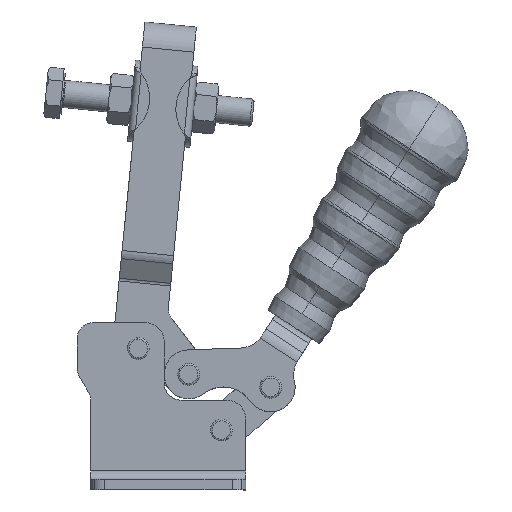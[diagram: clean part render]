
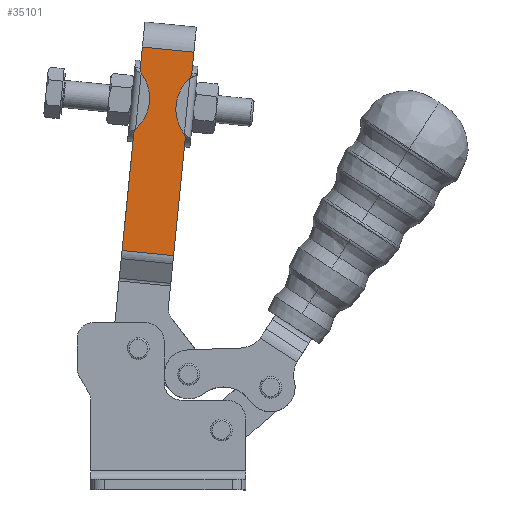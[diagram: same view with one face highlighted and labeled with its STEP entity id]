
A CAD part, front view. The second image highlights one B-rep face of the part: STEP entity #35101.
In plain terms, the highlighted planar face has unit normal (0, -1, 0).
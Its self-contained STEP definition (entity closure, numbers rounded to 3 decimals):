
#2716=CARTESIAN_POINT('',(77.607,-69.27,129.21));
#2717=VERTEX_POINT('',#2716);
#2725=CARTESIAN_POINT('',(96.513,-69.27,127.323));
#2726=VERTEX_POINT('',#2725);
#2727=CARTESIAN_POINT('',(77.607,-69.27,129.21));
#2728=DIRECTION('',(0.995,0.0,-0.099));
#2729=VECTOR('',#2728,19.);
#2730=LINE('',#2727,#2729);
#2731=EDGE_CURVE('',#2717,#2726,#2730,.T.);
#5119=CARTESIAN_POINT('',(89.964,-69.27,107.877));
#5120=VERTEX_POINT('',#5119);
#5129=CARTESIAN_POINT('',(93.008,-69.27,97.232));
#5130=VERTEX_POINT('',#5129);
#5131=CARTESIAN_POINT('',(104.89,-69.27,106.388));
#5132=DIRECTION('',(0.,1.0,0.));
#5133=DIRECTION('',(0.995,0.,-0.099));
#5134=AXIS2_PLACEMENT_3D('',#5131,#5132,#5133);
#5135=CIRCLE('',#5134,15.0);
#5136=EDGE_CURVE('',#5130,#5120,#5135,.T.);
#5281=CARTESIAN_POINT('',(80.185,-69.27,108.853));
#5282=VERTEX_POINT('',#5281);
#5306=CARTESIAN_POINT('',(75.097,-69.27,99.02));
#5307=VERTEX_POINT('',#5306);
#5314=CARTESIAN_POINT('',(65.259,-69.27,110.343));
#5315=DIRECTION('',(0.,1.0,0.));
#5316=DIRECTION('',(0.995,0.,-0.099));
#5317=AXIS2_PLACEMENT_3D('',#5314,#5315,#5316);
#5318=CIRCLE('',#5317,15.0);
#5319=EDGE_CURVE('',#5282,#5307,#5318,.T.);
#33968=CARTESIAN_POINT('',(76.746,-69.27,120.583));
#33969=VERTEX_POINT('',#33968);
#33970=CARTESIAN_POINT('',(77.141,-69.27,119.498));
#33971=VERTEX_POINT('',#33970);
#33972=CARTESIAN_POINT('',(76.746,-69.27,120.583));
#33973=CARTESIAN_POINT('',(76.749,-69.27,120.579));
#33974=CARTESIAN_POINT('',(76.752,-69.27,120.574));
#33975=CARTESIAN_POINT('',(76.885,-69.27,120.374));
#33976=CARTESIAN_POINT('',(76.975,-69.27,120.134));
#33977=CARTESIAN_POINT('',(77.086,-69.27,119.729));
#33978=CARTESIAN_POINT('',(77.112,-69.27,119.619));
#33979=CARTESIAN_POINT('',(77.141,-69.27,119.498));
#33980=B_SPLINE_CURVE_WITH_KNOTS('',3,(#33972,#33973,#33974,#33975,#33976,#33977,#33978,#33979),.UNSPECIFIED.,.F.,.U.,(4,2,2,4),(0.285,0.288,0.409,0.457),.UNSPECIFIED.);
#33981=EDGE_CURVE('',#33969,#33971,#33980,.T.);
#34480=CARTESIAN_POINT('',(74.496,-69.27,98.035));
#34481=VERTEX_POINT('',#34480);
#34482=CARTESIAN_POINT('',(75.097,-69.27,99.02));
#34483=CARTESIAN_POINT('',(74.949,-69.27,98.697));
#34484=CARTESIAN_POINT('',(74.799,-69.27,98.388));
#34485=CARTESIAN_POINT('',(74.57,-69.27,98.112));
#34486=CARTESIAN_POINT('',(74.534,-69.27,98.072));
#34487=CARTESIAN_POINT('',(74.496,-69.27,98.035));
#34488=B_SPLINE_CURVE_WITH_KNOTS('',3,(#34482,#34483,#34484,#34485,#34486,#34487),.UNSPECIFIED.,.F.,.U.,(4,2,4),(0.0,0.106,0.125),.UNSPECIFIED.);
#34489=EDGE_CURVE('',#5307,#34481,#34488,.T.);
#35008=CARTESIAN_POINT('',(65.259,-69.27,110.343));
#35009=DIRECTION('',(0.,1.0,0.));
#35010=DIRECTION('',(0.995,0.,-0.099));
#35011=AXIS2_PLACEMENT_3D('',#35008,#35009,#35010);
#35012=CIRCLE('',#35011,15.0);
#35013=EDGE_CURVE('',#33971,#5282,#35012,.T.);
#35021=CARTESIAN_POINT('',(70.146,-69.27,54.443));
#35022=DIRECTION('',(0.0,-1.0,0.0));
#35023=DIRECTION('',(-0.995,0.0,0.099));
#35024=AXIS2_PLACEMENT_3D('',#35021,#35022,#35023);
#35025=PLANE('',#35024);
#35026=ORIENTED_EDGE('',*,*,#34489,.T.);
#35027=CARTESIAN_POINT('',(70.146,-69.27,54.443));
#35028=VERTEX_POINT('',#35027);
#35029=CARTESIAN_POINT('',(74.496,-69.27,98.035));
#35030=DIRECTION('',(-0.099,0.,-0.995));
#35031=VECTOR('',#35030,43.808);
#35032=LINE('',#35029,#35031);
#35033=EDGE_CURVE('',#34481,#35028,#35032,.T.);
#35034=ORIENTED_EDGE('',*,*,#35033,.T.);
#35035=CARTESIAN_POINT('',(89.052,-69.27,52.556));
#35036=VERTEX_POINT('',#35035);
#35037=CARTESIAN_POINT('',(70.146,-69.27,54.443));
#35038=DIRECTION('',(0.995,0.,-0.099));
#35039=VECTOR('',#35038,19.);
#35040=LINE('',#35037,#35039);
#35041=EDGE_CURVE('',#35028,#35036,#35040,.T.);
#35042=ORIENTED_EDGE('',*,*,#35041,.T.);
#35043=CARTESIAN_POINT('',(93.402,-69.27,96.148));
#35044=VERTEX_POINT('',#35043);
#35045=CARTESIAN_POINT('',(89.052,-69.27,52.556));
#35046=DIRECTION('',(0.099,0.,0.995));
#35047=VECTOR('',#35046,43.808);
#35048=LINE('',#35045,#35047);
#35049=EDGE_CURVE('',#35036,#35044,#35048,.T.);
#35050=ORIENTED_EDGE('',*,*,#35049,.T.);
#35051=CARTESIAN_POINT('',(93.402,-69.27,96.148));
#35052=CARTESIAN_POINT('',(93.399,-69.27,96.152));
#35053=CARTESIAN_POINT('',(93.397,-69.27,96.156));
#35054=CARTESIAN_POINT('',(93.264,-69.27,96.357));
#35055=CARTESIAN_POINT('',(93.174,-69.27,96.597));
#35056=CARTESIAN_POINT('',(93.063,-69.27,97.002));
#35057=CARTESIAN_POINT('',(93.036,-69.27,97.112));
#35058=CARTESIAN_POINT('',(93.008,-69.27,97.232));
#35059=B_SPLINE_CURVE_WITH_KNOTS('',3,(#35051,#35052,#35053,#35054,#35055,#35056,#35057,#35058),.UNSPECIFIED.,.F.,.U.,(4,2,2,4),(0.285,0.288,0.409,0.457),.UNSPECIFIED.);
#35060=EDGE_CURVE('',#35044,#5130,#35059,.T.);
#35061=ORIENTED_EDGE('',*,*,#35060,.T.);
#35062=ORIENTED_EDGE('',*,*,#5136,.T.);
#35063=CARTESIAN_POINT('',(95.052,-69.27,117.711));
#35064=VERTEX_POINT('',#35063);
#35065=CARTESIAN_POINT('',(104.89,-69.27,106.388));
#35066=DIRECTION('',(0.,1.0,0.));
#35067=DIRECTION('',(0.995,0.,-0.099));
#35068=AXIS2_PLACEMENT_3D('',#35065,#35066,#35067);
#35069=CIRCLE('',#35068,15.0);
#35070=EDGE_CURVE('',#5120,#35064,#35069,.T.);
#35071=ORIENTED_EDGE('',*,*,#35070,.T.);
#35072=CARTESIAN_POINT('',(95.653,-69.27,118.696));
#35073=VERTEX_POINT('',#35072);
#35074=CARTESIAN_POINT('',(95.052,-69.27,117.711));
#35075=CARTESIAN_POINT('',(95.199,-69.27,118.033));
#35076=CARTESIAN_POINT('',(95.349,-69.27,118.342));
#35077=CARTESIAN_POINT('',(95.578,-69.27,118.619));
#35078=CARTESIAN_POINT('',(95.615,-69.27,118.659));
#35079=CARTESIAN_POINT('',(95.653,-69.27,118.696));
#35080=B_SPLINE_CURVE_WITH_KNOTS('',3,(#35074,#35075,#35076,#35077,#35078,#35079),.UNSPECIFIED.,.F.,.U.,(4,2,4),(0.0,0.106,0.125),.UNSPECIFIED.);
#35081=EDGE_CURVE('',#35064,#35073,#35080,.T.);
#35082=ORIENTED_EDGE('',*,*,#35081,.T.);
#35083=CARTESIAN_POINT('',(95.653,-69.27,118.696));
#35084=DIRECTION('',(0.099,0.0,0.995));
#35085=VECTOR('',#35084,8.67);
#35086=LINE('',#35083,#35085);
#35087=EDGE_CURVE('',#35073,#2726,#35086,.T.);
#35088=ORIENTED_EDGE('',*,*,#35087,.T.);
#35089=ORIENTED_EDGE('',*,*,#2731,.F.);
#35090=CARTESIAN_POINT('',(77.607,-69.27,129.21));
#35091=DIRECTION('',(-0.099,0.0,-0.995));
#35092=VECTOR('',#35091,8.67);
#35093=LINE('',#35090,#35092);
#35094=EDGE_CURVE('',#2717,#33969,#35093,.T.);
#35095=ORIENTED_EDGE('',*,*,#35094,.T.);
#35096=ORIENTED_EDGE('',*,*,#33981,.T.);
#35097=ORIENTED_EDGE('',*,*,#35013,.T.);
#35098=ORIENTED_EDGE('',*,*,#5319,.T.);
#35099=EDGE_LOOP('',(#35026,#35034,#35042,#35050,#35061,#35062,#35071,#35082,#35088,#35089,#35095,#35096,#35097,#35098));
#35100=FACE_OUTER_BOUND('',#35099,.T.);
#35101=ADVANCED_FACE('',(#35100),#35025,.T.);
